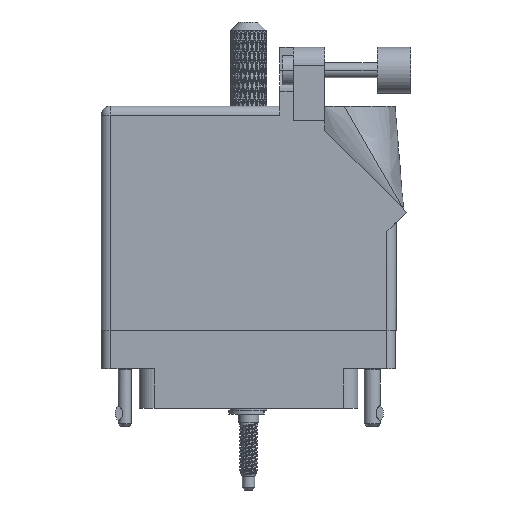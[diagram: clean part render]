
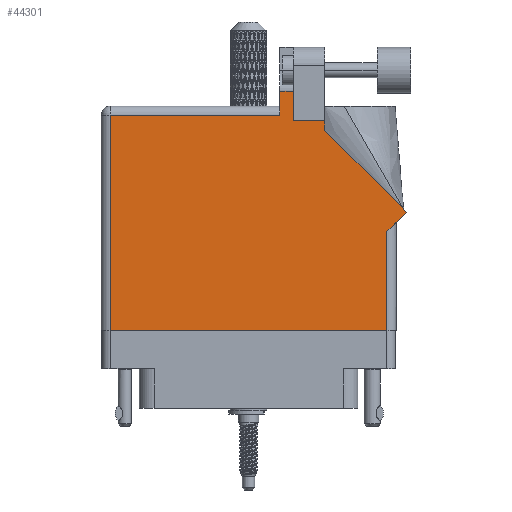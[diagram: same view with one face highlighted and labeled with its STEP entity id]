
A CAD part, front view. The second image highlights one B-rep face of the part: STEP entity #44301.
In plain terms, the highlighted face is planar.
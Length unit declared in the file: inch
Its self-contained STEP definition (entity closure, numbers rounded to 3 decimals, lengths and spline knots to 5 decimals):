
#1476 = VERTEX_POINT ( 'NONE', #99953 ) ;
#3448 = LINE ( 'NONE', #33767, #83437 ) ;
#3771 = CARTESIAN_POINT ( 'NONE',  ( 0.062, 0., 0. ) ) ;
#5330 = EDGE_CURVE ( 'NONE', #6724, #8455, #15980, .T. ) ;
#5631 = VERTEX_POINT ( 'NONE', #90471 ) ;
#5862 = DIRECTION ( 'NONE',  ( 0., -1., 0. ) ) ;
#6724 = VERTEX_POINT ( 'NONE', #31386 ) ;
#7929 = ORIENTED_EDGE ( 'NONE', *, *, #50392, .T. ) ;
#8407 = DIRECTION ( 'NONE',  ( 0.707, 0.707, 0. ) ) ;
#8455 = VERTEX_POINT ( 'NONE', #3771 ) ;
#15980 = LINE ( 'NONE', #66595, #83529 ) ;
#17852 = VECTOR ( 'NONE', #33018, 39.37008 ) ;
#18724 = LINE ( 'NONE', #37511, #39502 ) ;
#21454 = AXIS2_PLACEMENT_3D ( 'NONE', #103281, #112208, #33583 ) ;
#23084 = DIRECTION ( 'NONE',  ( 0., -1., 0. ) ) ;
#23207 = CARTESIAN_POINT ( 'NONE',  ( 1.217, 1.53, 0. ) ) ;
#24117 = DIRECTION ( 'NONE',  ( 0., 1., 0. ) ) ;
#25670 = DIRECTION ( 'NONE',  ( 0., 1., 0. ) ) ;
#26750 = EDGE_CURVE ( 'NONE', #5631, #113253, #40441, .T. ) ;
#27077 = DIRECTION ( 'NONE',  ( 1., 0., 0. ) ) ;
#28406 = EDGE_LOOP ( 'NONE', ( #46992, #60818, #83572, #36423, #43336, #35767, #43350, #7929, #85265, #82193, #97875 ) ) ;
#31386 = CARTESIAN_POINT ( 'NONE',  ( 0.062, 1.468, 0. ) ) ;
#33018 = DIRECTION ( 'NONE',  ( -1., 0., 0. ) ) ;
#33152 = LINE ( 'NONE', #66967, #86945 ) ;
#33435 = EDGE_CURVE ( 'NONE', #85183, #44715, #101876, .T. ) ;
#33583 = DIRECTION ( 'NONE',  ( -1., 0., 0. ) ) ;
#33767 = CARTESIAN_POINT ( 'NONE',  ( 1.524, 1.36442, 0. ) ) ;
#34790 = EDGE_CURVE ( 'NONE', #1476, #105168, #78184, .T. ) ;
#35664 = VECTOR ( 'NONE', #25670, 39.37008 ) ;
#35767 = ORIENTED_EDGE ( 'NONE', *, *, #49398, .T. ) ;
#36423 = ORIENTED_EDGE ( 'NONE', *, *, #45852, .T. ) ;
#36899 = CARTESIAN_POINT ( 'NONE',  ( 1.524, 1.36442, 0. ) ) ;
#37511 = CARTESIAN_POINT ( 'NONE',  ( 0., 0., 0. ) ) ;
#39502 = VECTOR ( 'NONE', #27077, 39.37008 ) ;
#40441 = LINE ( 'NONE', #23207, #113366 ) ;
#43169 = EDGE_CURVE ( 'NONE', #50560, #81883, #103661, .T. ) ;
#43336 = ORIENTED_EDGE ( 'NONE', *, *, #5330, .T. ) ;
#43350 = ORIENTED_EDGE ( 'NONE', *, *, #34790, .T. ) ;
#44301 = ADVANCED_FACE ( 'NONE', ( #84330 ), #86797, .F. ) ;
#44715 = VERTEX_POINT ( 'NONE', #101839 ) ;
#45387 = CARTESIAN_POINT ( 'NONE',  ( 2.08071, 0.80771, 0. ) ) ;
#45538 = EDGE_CURVE ( 'NONE', #44715, #5631, #33152, .T. ) ;
#45852 = EDGE_CURVE ( 'NONE', #113253, #6724, #72939, .T. ) ;
#46992 = ORIENTED_EDGE ( 'NONE', *, *, #33435, .T. ) ;
#49398 = EDGE_CURVE ( 'NONE', #8455, #1476, #18724, .T. ) ;
#50392 = EDGE_CURVE ( 'NONE', #105168, #50560, #62259, .T. ) ;
#50560 = VERTEX_POINT ( 'NONE', #45387 ) ;
#54368 = LINE ( 'NONE', #57158, #58505 ) ;
#57158 = CARTESIAN_POINT ( 'NONE',  ( 1.524, 1.43, 0. ) ) ;
#58505 = VECTOR ( 'NONE', #92669, 39.37008 ) ;
#60818 = ORIENTED_EDGE ( 'NONE', *, *, #45538, .T. ) ;
#62259 = LINE ( 'NONE', #70752, #87145 ) ;
#63626 = CARTESIAN_POINT ( 'NONE',  ( 1.524, 1.43, 0. ) ) ;
#64634 = EDGE_CURVE ( 'NONE', #76659, #85183, #54368, .T. ) ;
#66595 = CARTESIAN_POINT ( 'NONE',  ( 0.062, 0., 0. ) ) ;
#66967 = CARTESIAN_POINT ( 'NONE',  ( 1.64177, 1.6315, 0. ) ) ;
#70752 = CARTESIAN_POINT ( 'NONE',  ( 2.01, 0.737, 0. ) ) ;
#72939 = LINE ( 'NONE', #94730, #17852 ) ;
#74354 = EDGE_CURVE ( 'NONE', #81883, #76659, #3448, .T. ) ;
#76659 = VERTEX_POINT ( 'NONE', #63626 ) ;
#78050 = CARTESIAN_POINT ( 'NONE',  ( 2.08071, 0.80771, 0. ) ) ;
#78184 = LINE ( 'NONE', #90417, #82254 ) ;
#81883 = VERTEX_POINT ( 'NONE', #36899 ) ;
#82193 = ORIENTED_EDGE ( 'NONE', *, *, #74354, .T. ) ;
#82254 = VECTOR ( 'NONE', #98504, 39.37008 ) ;
#83437 = VECTOR ( 'NONE', #24117, 39.37008 ) ;
#83529 = VECTOR ( 'NONE', #23084, 39.37008 ) ;
#83572 = ORIENTED_EDGE ( 'NONE', *, *, #26750, .T. ) ;
#84330 = FACE_OUTER_BOUND ( 'NONE', #28406, .T. ) ;
#85183 = VERTEX_POINT ( 'NONE', #100246 ) ;
#85265 = ORIENTED_EDGE ( 'NONE', *, *, #43169, .T. ) ;
#86797 = PLANE ( 'NONE',  #21454 ) ;
#86945 = VECTOR ( 'NONE', #102450, 39.37008 ) ;
#87145 = VECTOR ( 'NONE', #8407, 39.37008 ) ;
#87261 = VECTOR ( 'NONE', #95869, 39.37008 ) ;
#88901 = CARTESIAN_POINT ( 'NONE',  ( 1.311, 1.43, 0. ) ) ;
#90417 = CARTESIAN_POINT ( 'NONE',  ( 1.948, 0.737, 0. ) ) ;
#90471 = CARTESIAN_POINT ( 'NONE',  ( 1.217, 1.6315, 0. ) ) ;
#92669 = DIRECTION ( 'NONE',  ( -1., 0., 0. ) ) ;
#93133 = CARTESIAN_POINT ( 'NONE',  ( 1.217, 1.468, 0. ) ) ;
#94730 = CARTESIAN_POINT ( 'NONE',  ( 0., 1.468, 0. ) ) ;
#95869 = DIRECTION ( 'NONE',  ( -0.707, 0.707, 0. ) ) ;
#96990 = CARTESIAN_POINT ( 'NONE',  ( 1.948, 0.675, 0. ) ) ;
#97875 = ORIENTED_EDGE ( 'NONE', *, *, #64634, .T. ) ;
#98504 = DIRECTION ( 'NONE',  ( 0., 1., 0. ) ) ;
#99953 = CARTESIAN_POINT ( 'NONE',  ( 1.948, 0., 0. ) ) ;
#100246 = CARTESIAN_POINT ( 'NONE',  ( 1.311, 1.43, 0. ) ) ;
#101839 = CARTESIAN_POINT ( 'NONE',  ( 1.311, 1.6315, 0. ) ) ;
#101876 = LINE ( 'NONE', #88901, #35664 ) ;
#102450 = DIRECTION ( 'NONE',  ( -1., 0., 0. ) ) ;
#103281 = CARTESIAN_POINT ( 'NONE',  ( 0., 1.53, 0. ) ) ;
#103661 = LINE ( 'NONE', #78050, #87261 ) ;
#105168 = VERTEX_POINT ( 'NONE', #96990 ) ;
#112208 = DIRECTION ( 'NONE',  ( 0., 0., -1. ) ) ;
#113253 = VERTEX_POINT ( 'NONE', #93133 ) ;
#113366 = VECTOR ( 'NONE', #5862, 39.37008 ) ;
